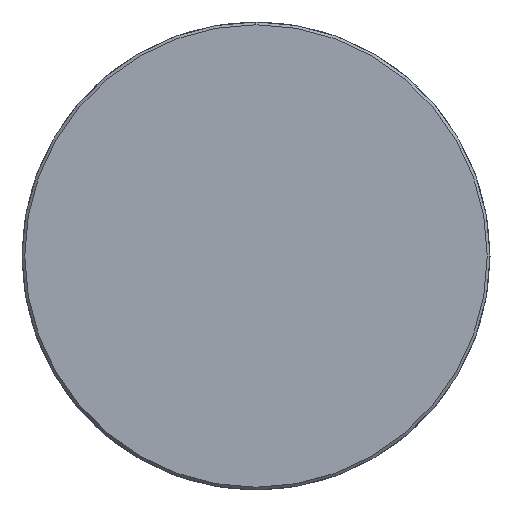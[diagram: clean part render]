
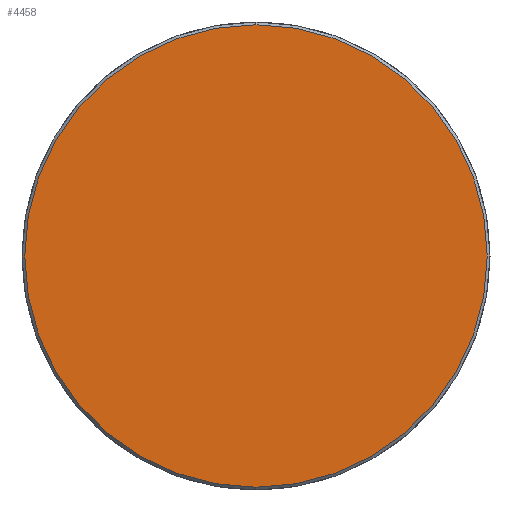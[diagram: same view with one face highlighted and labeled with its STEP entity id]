
A CAD part, left-side view. The second image highlights one B-rep face of the part: STEP entity #4458.
In plain terms, the highlighted planar face has unit normal (-1, 0, 0).
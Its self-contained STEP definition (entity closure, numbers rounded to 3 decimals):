
#85 = EDGE_LOOP ( 'NONE', ( #555, #1554 ) ) ;
#297 = CIRCLE ( 'NONE', #3966, 83.5 ) ;
#555 = ORIENTED_EDGE ( 'NONE', *, *, #2809, .T. ) ;
#1042 = PLANE ( 'NONE',  #3622 ) ;
#1390 = EDGE_CURVE ( 'NONE', #3704, #3969, #297, .T. ) ;
#1554 = ORIENTED_EDGE ( 'NONE', *, *, #1390, .T. ) ;
#1744 = DIRECTION ( 'NONE',  ( 0., 0., -1. ) ) ;
#1789 = AXIS2_PLACEMENT_3D ( 'NONE', #4323, #2568, #2175 ) ;
#2110 = CARTESIAN_POINT ( 'NONE',  ( -173.25, 0., 0. ) ) ;
#2175 = DIRECTION ( 'NONE',  ( 0., 0., -1. ) ) ;
#2568 = DIRECTION ( 'NONE',  ( -1., 0., 0. ) ) ;
#2809 = EDGE_CURVE ( 'NONE', #3969, #3704, #4067, .T. ) ;
#2904 = CARTESIAN_POINT ( 'NONE',  ( -173.25, 0., -83.5 ) ) ;
#3089 = CARTESIAN_POINT ( 'NONE',  ( -173.25, 84.502, -84.502 ) ) ;
#3409 = DIRECTION ( 'NONE',  ( 0., -1., 0. ) ) ;
#3508 = CARTESIAN_POINT ( 'NONE',  ( -173.25, 0., 83.5 ) ) ;
#3622 = AXIS2_PLACEMENT_3D ( 'NONE', #3089, #4447, #3409 ) ;
#3704 = VERTEX_POINT ( 'NONE', #3508 ) ;
#3966 = AXIS2_PLACEMENT_3D ( 'NONE', #2110, #4521, #1744 ) ;
#3969 = VERTEX_POINT ( 'NONE', #2904 ) ;
#4067 = CIRCLE ( 'NONE', #1789, 83.5 ) ;
#4269 = FACE_OUTER_BOUND ( 'NONE', #85, .T. ) ;
#4323 = CARTESIAN_POINT ( 'NONE',  ( -173.25, 0., 0. ) ) ;
#4447 = DIRECTION ( 'NONE',  ( -1., 0., 0. ) ) ;
#4458 = ADVANCED_FACE ( 'NONE', ( #4269 ), #1042, .T. ) ;
#4521 = DIRECTION ( 'NONE',  ( -1., 0., 0. ) ) ;
